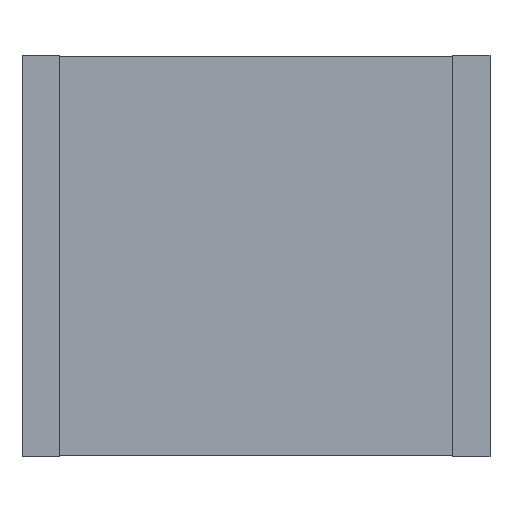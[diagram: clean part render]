
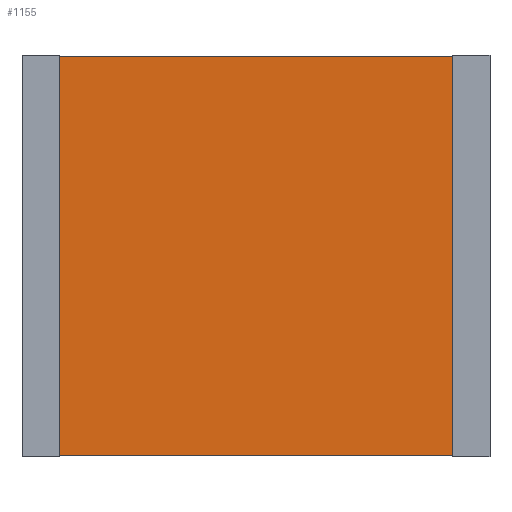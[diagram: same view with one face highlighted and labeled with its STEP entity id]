
A CAD part, front view. The second image highlights one B-rep face of the part: STEP entity #1155.
In plain terms, the highlighted planar face has unit normal (0, -1, 0).
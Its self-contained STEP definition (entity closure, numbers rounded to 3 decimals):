
#2 = LINE ( 'NONE', #208, #2031 ) ;
#135 = DIRECTION ( 'NONE',  ( 0., 0., -1. ) ) ;
#208 = CARTESIAN_POINT ( 'NONE',  ( 5.79, 0., 0. ) ) ;
#320 = VERTEX_POINT ( 'NONE', #1274 ) ;
#388 = ORIENTED_EDGE ( 'NONE', *, *, #1561, .T. ) ;
#594 = CARTESIAN_POINT ( 'NONE',  ( 0., 0., 0. ) ) ;
#653 = CARTESIAN_POINT ( 'NONE',  ( 5.79, 0., -5.38 ) ) ;
#892 = EDGE_LOOP ( 'NONE', ( #2092, #388, #1135, #1741 ) ) ;
#933 = VERTEX_POINT ( 'NONE', #1397 ) ;
#959 = DIRECTION ( 'NONE',  ( 0., 0., 1. ) ) ;
#1074 = DIRECTION ( 'NONE',  ( -1., 0., 0. ) ) ;
#1135 = ORIENTED_EDGE ( 'NONE', *, *, #2433, .F. ) ;
#1155 = ADVANCED_FACE ( 'NONE', ( #2053 ), #2441, .T. ) ;
#1157 = EDGE_CURVE ( 'NONE', #1210, #933, #1719, .T. ) ;
#1210 = VERTEX_POINT ( 'NONE', #653 ) ;
#1212 = CARTESIAN_POINT ( 'NONE',  ( 0.49, 0., 0. ) ) ;
#1274 = CARTESIAN_POINT ( 'NONE',  ( 0.49, 0., 0. ) ) ;
#1278 = LINE ( 'NONE', #2054, #2117 ) ;
#1360 = DIRECTION ( 'NONE',  ( 0., -1., 0. ) ) ;
#1380 = VECTOR ( 'NONE', #1074, 1000. ) ;
#1397 = CARTESIAN_POINT ( 'NONE',  ( 0.49, 0., -5.38 ) ) ;
#1472 = LINE ( 'NONE', #1212, #2364 ) ;
#1561 = EDGE_CURVE ( 'NONE', #1210, #1842, #2, .T. ) ;
#1712 = AXIS2_PLACEMENT_3D ( 'NONE', #594, #1360, #135 ) ;
#1719 = LINE ( 'NONE', #2250, #1380 ) ;
#1741 = ORIENTED_EDGE ( 'NONE', *, *, #2208, .T. ) ;
#1833 = CARTESIAN_POINT ( 'NONE',  ( 5.79, 0., 0. ) ) ;
#1842 = VERTEX_POINT ( 'NONE', #1833 ) ;
#1991 = DIRECTION ( 'NONE',  ( 0., 0., -1. ) ) ;
#2031 = VECTOR ( 'NONE', #959, 1000. ) ;
#2053 = FACE_OUTER_BOUND ( 'NONE', #892, .T. ) ;
#2054 = CARTESIAN_POINT ( 'NONE',  ( 0., 0., 0. ) ) ;
#2092 = ORIENTED_EDGE ( 'NONE', *, *, #1157, .F. ) ;
#2117 = VECTOR ( 'NONE', #2292, 1000. ) ;
#2208 = EDGE_CURVE ( 'NONE', #320, #933, #1472, .T. ) ;
#2250 = CARTESIAN_POINT ( 'NONE',  ( 0., 0., -5.38 ) ) ;
#2292 = DIRECTION ( 'NONE',  ( 1., 0., 0. ) ) ;
#2364 = VECTOR ( 'NONE', #1991, 1000. ) ;
#2433 = EDGE_CURVE ( 'NONE', #320, #1842, #1278, .T. ) ;
#2441 = PLANE ( 'NONE',  #1712 ) ;
